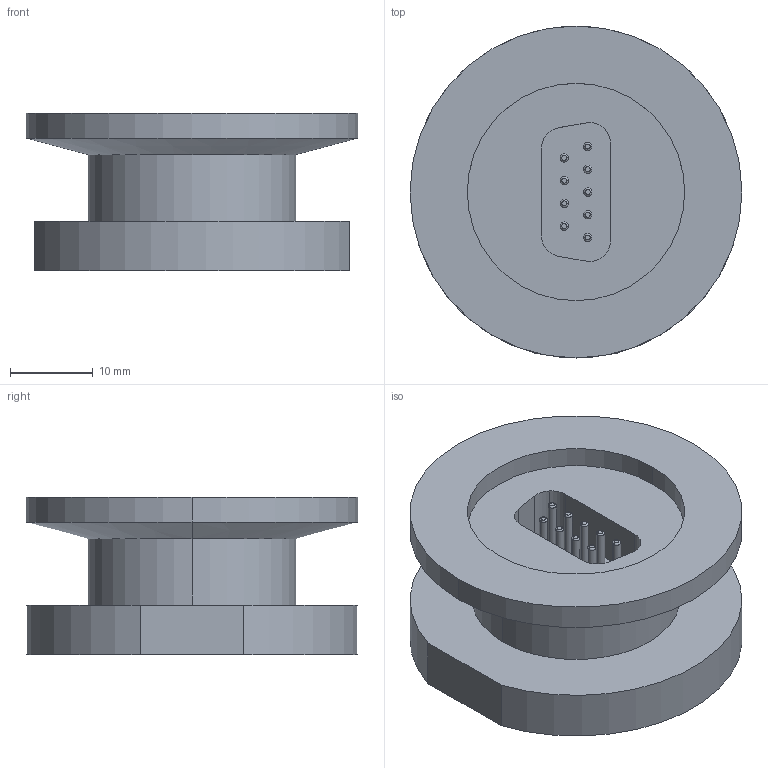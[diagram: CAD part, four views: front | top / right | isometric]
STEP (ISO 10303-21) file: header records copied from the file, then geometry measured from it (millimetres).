
FILE_DESCRIPTION(('STEP AP214'),'1');
FILE_NAME('tmp0.stp',' ',(' '),(' '),'XStep 1.0',' ',' ');
FILE_SCHEMA(('automotive_design'));
Length unit declared in the file: millimetre
Bounding box: 40 x 40 x 19 mm (x, y, z)
Volume: 13679.4 mm3; surface area: 7130.2 mm2
Topology: 1 solids, 1 shells, 162 faces, 358 edges, 218 vertices
Faces by surface type: cylinder 76, plane 40, torus 36, cone 10
Entity records: 5816 total; most frequent: DIRECTION 906, CARTESIAN_POINT 735, ORIENTED_EDGE 708, AXIS2_PLACEMENT_3D 389, EDGE_CURVE 354, CIRCLE 226, VERTEX_POINT 218, EDGE_LOOP 188
